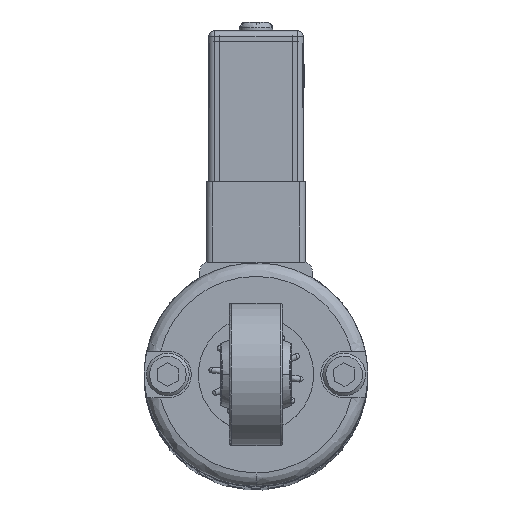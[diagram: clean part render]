
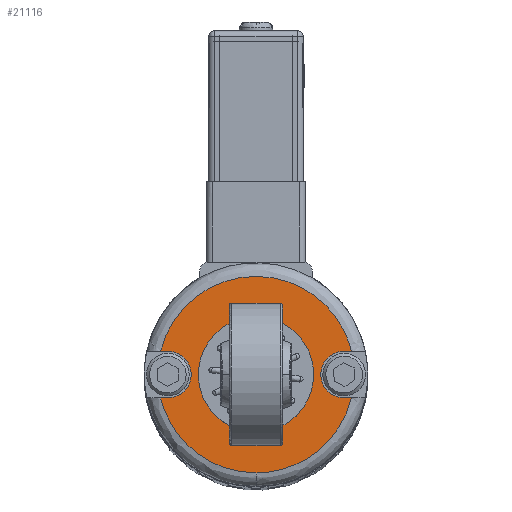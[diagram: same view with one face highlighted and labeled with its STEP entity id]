
A CAD part, top view. The second image highlights one B-rep face of the part: STEP entity #21116.
In plain terms, the highlighted planar face has unit normal (0, 0, 1).
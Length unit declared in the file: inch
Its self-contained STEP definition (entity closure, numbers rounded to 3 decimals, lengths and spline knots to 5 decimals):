
#88 =( BOUNDED_CURVE ( )  B_SPLINE_CURVE ( 3, ( #15164, #22378, #6183, #13511 ),
 .UNSPECIFIED., .F., .T. ) 
 B_SPLINE_CURVE_WITH_KNOTS ( ( 4, 4 ),
 ( 0., 1. ),
 .UNSPECIFIED. ) 
 CURVE ( )  GEOMETRIC_REPRESENTATION_ITEM ( )  RATIONAL_B_SPLINE_CURVE ( ( 0.957, 0.817, 0.813, 0.944 ) ) 
 REPRESENTATION_ITEM ( '' )  );
#156 = CARTESIAN_POINT ( 'NONE',  ( -0.63477, 0.15551, 6.45669 ) ) ;
#219 = AXIS2_PLACEMENT_3D ( 'NONE', #7706, #14924, #2415 ) ;
#910 = DIRECTION ( 'NONE',  ( 0., -1., 0. ) ) ;
#1294 = CARTESIAN_POINT ( 'NONE',  ( -0.58661, -0.15551, 6.45669 ) ) ;
#2337 = DIRECTION ( 'NONE',  ( 0., 0., -1. ) ) ;
#2415 = DIRECTION ( 'NONE',  ( 0., 1., 0. ) ) ;
#4571 = VERTEX_POINT ( 'NONE', #1294 ) ;
#4751 = LINE ( 'NONE', #4873, #12263 ) ;
#4816 = EDGE_CURVE ( 'NONE', #12124, #19065, #14724, .T. ) ;
#4818 = EDGE_LOOP ( 'NONE', ( #15558 ) ) ;
#4873 = CARTESIAN_POINT ( 'NONE',  ( -0.72766, 0.15551, 6.45669 ) ) ;
#5004 = ORIENTED_EDGE ( 'NONE', *, *, #6288, .F. ) ;
#5156 = LINE ( 'NONE', #12358, #21558 ) ;
#5808 = CARTESIAN_POINT ( 'NONE',  ( -0.43009, 0.99099, 6.45669 ) ) ;
#5899 = ORIENTED_EDGE ( 'NONE', *, *, #14872, .F. ) ;
#6183 = CARTESIAN_POINT ( 'NONE',  ( -0.55998, -0.46079, 6.45669 ) ) ;
#6288 = EDGE_CURVE ( 'NONE', #8226, #19065, #12680, .T. ) ;
#6537 = ORIENTED_EDGE ( 'NONE', *, *, #10910, .F. ) ;
#6558 = CARTESIAN_POINT ( 'NONE',  ( 0., -0.65354, 6.45669 ) ) ;
#6985 = CARTESIAN_POINT ( 'NONE',  ( 0.58661, -0.15551, 6.45669 ) ) ;
#6993 = DIRECTION ( 'NONE',  ( -1., 0., 0. ) ) ;
#7147 = DIRECTION ( 'NONE',  ( -0.102, -0.995, 0. ) ) ;
#7265 = CARTESIAN_POINT ( 'NONE',  ( 0.72766, -0.15551, 6.45669 ) ) ;
#7577 = CARTESIAN_POINT ( 'NONE',  ( 0.63477, 0.15551, 6.45669 ) ) ;
#7706 = CARTESIAN_POINT ( 'NONE',  ( -0.58661, 0., 6.45669 ) ) ;
#7726 = CARTESIAN_POINT ( 'NONE',  ( -0.63477, -0.15551, 6.45669 ) ) ;
#8226 = VERTEX_POINT ( 'NONE', #14751 ) ;
#8811 = AXIS2_PLACEMENT_3D ( 'NONE', #18849, #2337, #910 ) ;
#8838 = EDGE_CURVE ( 'NONE', #12124, #17585, #11509, .T. ) ;
#9356 = CARTESIAN_POINT ( 'NONE',  ( 0.63477, 0.15551, 6.45669 ) ) ;
#9939 = ORIENTED_EDGE ( 'NONE', *, *, #16377, .F. ) ;
#10018 = CIRCLE ( 'NONE', #219, 0.15551 ) ;
#10050 = EDGE_CURVE ( 'NONE', #15581, #15581, #14069, .T. ) ;
#10217 = VERTEX_POINT ( 'NONE', #7726 ) ;
#10239 = DIRECTION ( 'NONE',  ( 1., 0., 0. ) ) ;
#10910 = EDGE_CURVE ( 'NONE', #10217, #4571, #5156, .T. ) ;
#10950 = CARTESIAN_POINT ( 'NONE',  ( -0.58661, 0.15551, 6.45669 ) ) ;
#11413 = CARTESIAN_POINT ( 'NONE',  ( 0., -0.65354, 6.45669 ) ) ;
#11509 =( BOUNDED_CURVE ( )  B_SPLINE_CURVE ( 3, ( #15545, #13770, #22758, #6558 ),
 .UNSPECIFIED., .F., .T. ) 
 B_SPLINE_CURVE_WITH_KNOTS ( ( 4, 4 ),
 ( 0., 1. ),
 .UNSPECIFIED. ) 
 CURVE ( )  GEOMETRIC_REPRESENTATION_ITEM ( )  RATIONAL_B_SPLINE_CURVE ( ( 0.944, 0.813, 0.817, 0.957 ) ) 
 REPRESENTATION_ITEM ( '' )  );
#12073 = VERTEX_POINT ( 'NONE', #10950 ) ;
#12124 = VERTEX_POINT ( 'NONE', #20065 ) ;
#12263 = VECTOR ( 'NONE', #13962, 39.37008 ) ;
#12264 = ORIENTED_EDGE ( 'NONE', *, *, #13729, .T. ) ;
#12323 = DIRECTION ( 'NONE',  ( 0., 1., 0. ) ) ;
#12358 = CARTESIAN_POINT ( 'NONE',  ( 0.64239, -0.15551, 6.45669 ) ) ;
#12680 = CIRCLE ( 'NONE', #17964, 0.15551 ) ;
#13023 = CARTESIAN_POINT ( 'NONE',  ( 0.43009, 0.99099, 6.45669 ) ) ;
#13189 = DIRECTION ( 'NONE',  ( -1., 0., 0. ) ) ;
#13191 = PLANE ( 'NONE',  #8811 ) ;
#13511 = CARTESIAN_POINT ( 'NONE',  ( -0.63477, -0.15551, 6.45669 ) ) ;
#13729 = EDGE_CURVE ( 'NONE', #12073, #4571, #10018, .T. ) ;
#13770 = CARTESIAN_POINT ( 'NONE',  ( 0.55998, -0.46079, 6.45669 ) ) ;
#13962 = DIRECTION ( 'NONE',  ( 1., 0., 0. ) ) ;
#14069 = CIRCLE ( 'NONE', #17080, 0.38386 ) ;
#14568 = VECTOR ( 'NONE', #6993, 39.37008 ) ;
#14724 = LINE ( 'NONE', #7265, #15348 ) ;
#14751 = CARTESIAN_POINT ( 'NONE',  ( 0.58661, 0.15551, 6.45669 ) ) ;
#14765 = EDGE_CURVE ( 'NONE', #17585, #10217, #88, .T. ) ;
#14872 = EDGE_CURVE ( 'NONE', #21186, #8226, #19183, .T. ) ;
#14924 = DIRECTION ( 'NONE',  ( 0., 0., -1. ) ) ;
#15124 = ORIENTED_EDGE ( 'NONE', *, *, #4816, .T. ) ;
#15164 = CARTESIAN_POINT ( 'NONE',  ( 0., -0.65354, 6.45669 ) ) ;
#15206 = ORIENTED_EDGE ( 'NONE', *, *, #8838, .F. ) ;
#15309 = FACE_OUTER_BOUND ( 'NONE', #23136, .T. ) ;
#15348 = VECTOR ( 'NONE', #13189, 39.37008 ) ;
#15516 = EDGE_CURVE ( 'NONE', #16968, #12073, #4751, .T. ) ;
#15545 = CARTESIAN_POINT ( 'NONE',  ( 0.63477, -0.15551, 6.45669 ) ) ;
#15558 = ORIENTED_EDGE ( 'NONE', *, *, #10050, .F. ) ;
#15581 = VERTEX_POINT ( 'NONE', #17813 ) ;
#16077 =( BOUNDED_CURVE ( )  B_SPLINE_CURVE ( 3, ( #156, #5808, #13023, #7577 ),
 .UNSPECIFIED., .F., .T. ) 
 B_SPLINE_CURVE_WITH_KNOTS ( ( 4, 4 ),
 ( 0., 1. ),
 .UNSPECIFIED. ) 
 CURVE ( )  GEOMETRIC_REPRESENTATION_ITEM ( )  RATIONAL_B_SPLINE_CURVE ( ( 0.922, 0.454, 0.454, 0.922 ) ) 
 REPRESENTATION_ITEM ( '' )  );
#16185 = CARTESIAN_POINT ( 'NONE',  ( -0.63477, 0.15551, 6.45669 ) ) ;
#16347 = DIRECTION ( 'NONE',  ( 0., 0., 1. ) ) ;
#16377 = EDGE_CURVE ( 'NONE', #16968, #21186, #16077, .T. ) ;
#16968 = VERTEX_POINT ( 'NONE', #16185 ) ;
#17077 = FACE_BOUND ( 'NONE', #4818, .T. ) ;
#17080 = AXIS2_PLACEMENT_3D ( 'NONE', #23346, #16347, #7147 ) ;
#17585 = VERTEX_POINT ( 'NONE', #11413 ) ;
#17813 = CARTESIAN_POINT ( 'NONE',  ( -0.03923, -0.38185, 6.45669 ) ) ;
#17964 = AXIS2_PLACEMENT_3D ( 'NONE', #21092, #19645, #12323 ) ;
#18849 = CARTESIAN_POINT ( 'NONE',  ( 0.64239, 0.66139, 6.45669 ) ) ;
#19065 = VERTEX_POINT ( 'NONE', #6985 ) ;
#19183 = LINE ( 'NONE', #23187, #14568 ) ;
#19645 = DIRECTION ( 'NONE',  ( 0., 0., 1. ) ) ;
#20065 = CARTESIAN_POINT ( 'NONE',  ( 0.63477, -0.15551, 6.45669 ) ) ;
#20931 = ORIENTED_EDGE ( 'NONE', *, *, #14765, .F. ) ;
#21092 = CARTESIAN_POINT ( 'NONE',  ( 0.58661, 0., 6.45669 ) ) ;
#21116 = ADVANCED_FACE ( 'NONE', ( #17077, #15309 ), #13191, .F. ) ;
#21186 = VERTEX_POINT ( 'NONE', #9356 ) ;
#21424 = ORIENTED_EDGE ( 'NONE', *, *, #15516, .T. ) ;
#21558 = VECTOR ( 'NONE', #10239, 39.37008 ) ;
#22378 = CARTESIAN_POINT ( 'NONE',  ( -0.31272, -0.65354, 6.45669 ) ) ;
#22758 = CARTESIAN_POINT ( 'NONE',  ( 0.31272, -0.65354, 6.45669 ) ) ;
#23136 = EDGE_LOOP ( 'NONE', ( #15206, #15124, #5004, #5899, #9939, #21424, #12264, #6537, #20931 ) ) ;
#23187 = CARTESIAN_POINT ( 'NONE',  ( 0.64239, 0.15551, 6.45669 ) ) ;
#23346 = CARTESIAN_POINT ( 'NONE',  ( 0., 0., 6.45669 ) ) ;
